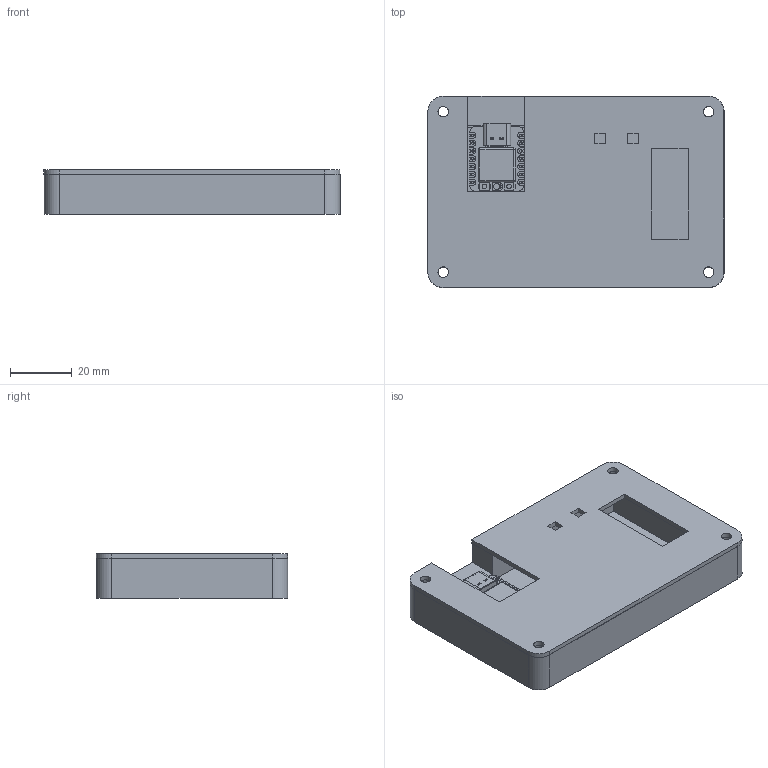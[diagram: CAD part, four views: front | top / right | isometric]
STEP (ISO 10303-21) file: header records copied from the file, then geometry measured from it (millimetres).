
FILE_DESCRIPTION(/* description */ (''),/* implementation_level */ '2;1');
FILE_NAME(/* name */ 'hackpad-case-together-final.step',/* time_stamp */ '2025-07-31T13:27:56+01:00',/* author */ (''),/* organization */ (''),/* preprocessor_version */ 'ST-DEVELOPER v20.1',/* originating_system */ 'Autodesk Translation Framework v14.10.0.0',/* authorisation */ '');
FILE_SCHEMA (('AUTOMOTIVE_DESIGN { 1 0 10303 214 3 1 1 }'));
Length unit declared in the file: millimetre
Products named in the file (12): 2025-07-30-10-55-10-276; 2025-07-31-09-34-25-759; 2025-07-31-09-34-25-758; 2025-07-31-09-34-25-758_1; 2025-07-31-09-34-25-758_2; 2025-07-31-09-34-25-758_3; 2025-07-31-09-34-25-757; 2025-07-31-09-34-25-757_1; 2025-07-31-09-34-25-757_2; 2025-07-31-09-34-25-757_3; 2025-07-31-09-34-25-758_4; 2025-07-31-12-22-38-650
Assembly tree (11 placements, depth 4):
  2025-07-30-10-55-10-276
    2025-07-31-09-34-25-759
      2025-07-31-09-34-25-758
      2025-07-31-09-34-25-758_1
      2025-07-31-09-34-25-758_2
        2025-07-31-09-34-25-758_3
        2025-07-31-09-34-25-757
        2025-07-31-09-34-25-757_1
        2025-07-31-09-34-25-757_2
        2025-07-31-09-34-25-757_3
      2025-07-31-09-34-25-758_4
    2025-07-31-12-22-38-650
Bounding box: 96.2 x 62.1 x 14.5 mm (x, y, z)
Volume: 51900.9 mm3; surface area: 31613.9 mm2
Topology: 49 solids, 49 shells, 1083 faces, 2809 edges, 1834 vertices
Faces by surface type: plane 715, cylinder 195, bspline 145, torus 12, sphere 10, cone 6
Full cylindrical faces by diameter (mm): 0.4 x1, 0.5 x2, 0.8 x14, 1.5 x2, 2 x1, 3.4 x8, 6 x4
Entity records: 34796 total; most frequent: CARTESIAN_POINT 8309, ORIENTED_EDGE 5602, DIRECTION 4845, EDGE_CURVE 2801, LINE 2101, VECTOR 2101, VERTEX_POINT 1834, AXIS2_PLACEMENT_3D 1372
